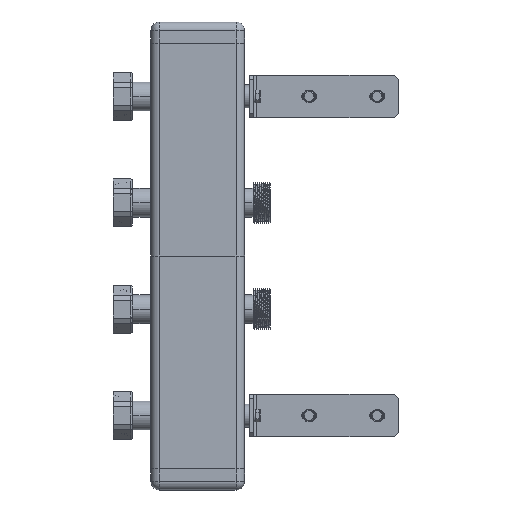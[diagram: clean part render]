
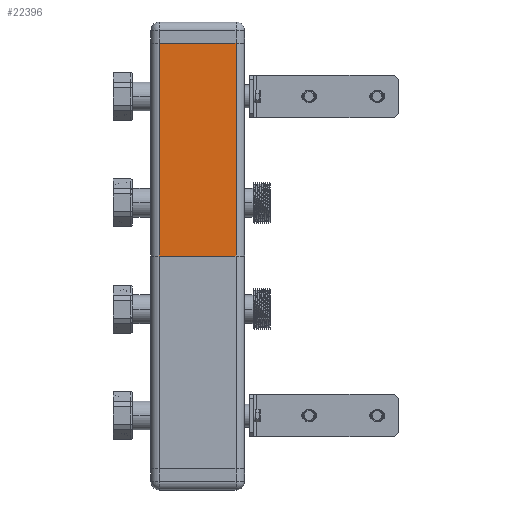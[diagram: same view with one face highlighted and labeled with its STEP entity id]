
A CAD part, left-side view. The second image highlights one B-rep face of the part: STEP entity #22396.
In plain terms, the highlighted face is planar.
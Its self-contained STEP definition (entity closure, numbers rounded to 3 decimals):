
#20298=DIRECTION('',(1.,0.,0.));
#20299=VECTOR('',#20298,90.);
#20300=CARTESIAN_POINT('',(-100.,0.,265.));
#20301=LINE('',#20300,#20299);
#20675=DIRECTION('',(1.,0.,0.));
#20676=VECTOR('',#20675,90.);
#20677=CARTESIAN_POINT('',(-100.,0.,15.));
#20678=LINE('',#20677,#20676);
#20679=DIRECTION('',(0.,0.,-1.));
#20680=VECTOR('',#20679,250.);
#20681=CARTESIAN_POINT('',(-100.,0.,265.));
#20682=LINE('',#20681,#20680);
#20683=DIRECTION('',(0.,0.,-1.));
#20684=VECTOR('',#20683,250.);
#20685=CARTESIAN_POINT('',(-10.,0.,265.));
#20686=LINE('',#20685,#20684);
#21150=CARTESIAN_POINT('',(-10.,0.,265.));
#21152=VERTEX_POINT('',#21150);
#21155=CARTESIAN_POINT('',(-100.,0.,265.));
#21157=VERTEX_POINT('',#21155);
#21222=CARTESIAN_POINT('',(-100.,0.,15.));
#21223=CARTESIAN_POINT('',(-10.,0.,15.));
#21224=VERTEX_POINT('',#21222);
#21225=VERTEX_POINT('',#21223);
#22384=CARTESIAN_POINT('',(-110.,0.,0.));
#22385=DIRECTION('',(0.,-1.,0.));
#22386=DIRECTION('',(1.,0.,0.));
#22387=AXIS2_PLACEMENT_3D('',#22384,#22385,#22386);
#22388=PLANE('',#22387);
#22389=ORIENTED_EDGE('',*,*,#22362,.F.);
#22390=ORIENTED_EDGE('',*,*,#22379,.F.);
#22391=ORIENTED_EDGE('',*,*,#21907,.T.);
#22393=ORIENTED_EDGE('',*,*,#22392,.T.);
#22394=EDGE_LOOP('',(#22389,#22390,#22391,#22393));
#22395=FACE_OUTER_BOUND('',#22394,.F.);
#22396=ADVANCED_FACE('',(#22395),#22388,.T.);
#21907=EDGE_CURVE('',#21157,#21152,#20301,.T.);
#22362=EDGE_CURVE('',#21224,#21225,#20678,.T.);
#22379=EDGE_CURVE('',#21157,#21224,#20682,.T.);
#22392=EDGE_CURVE('',#21152,#21225,#20686,.T.);
